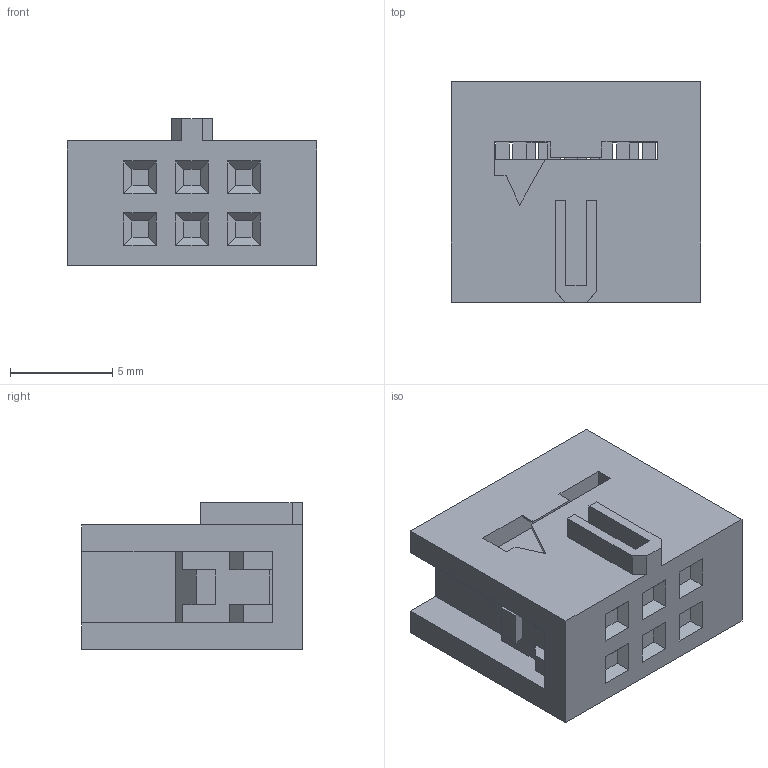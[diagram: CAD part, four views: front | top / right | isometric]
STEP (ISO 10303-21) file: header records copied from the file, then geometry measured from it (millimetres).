
FILE_DESCRIPTION(/* description */ (''),/* implementation_level */ '2;1');
FILE_NAME(/* name */ '100141387ugm000_b.stp',/* time_stamp */ '2016-11-24T13:59:19+01:00',/* author */ (''),/* organization */ (''),/* preprocessor_version */ 'ST-DEVELOPER v16',/* originating_system */ 'SIEMENS PLM Software NX 10.0',/* authorisation */ '');
FILE_SCHEMA (('AUTOMOTIVE_DESIGN { 1 0 10303 214 3 1 1 1 }'));
Length unit declared in the file: millimetre
Products named in the file (1): 100141387ugm000_b
Bounding box: 12.2 x 10.8 x 7.2 mm (x, y, z)
Volume: 643.1 mm3; surface area: 747.9 mm2
Topology: 1 solids, 1 shells, 154 faces, 431 edges, 284 vertices
Faces by surface type: plane 152, cylinder 2
Entity records: 5260 total; most frequent: CARTESIAN_POINT 870, ORIENTED_EDGE 862, DIRECTION 745, EDGE_CURVE 431, LINE 427, VECTOR 427, VERTEX_POINT 284, EDGE_LOOP 185
